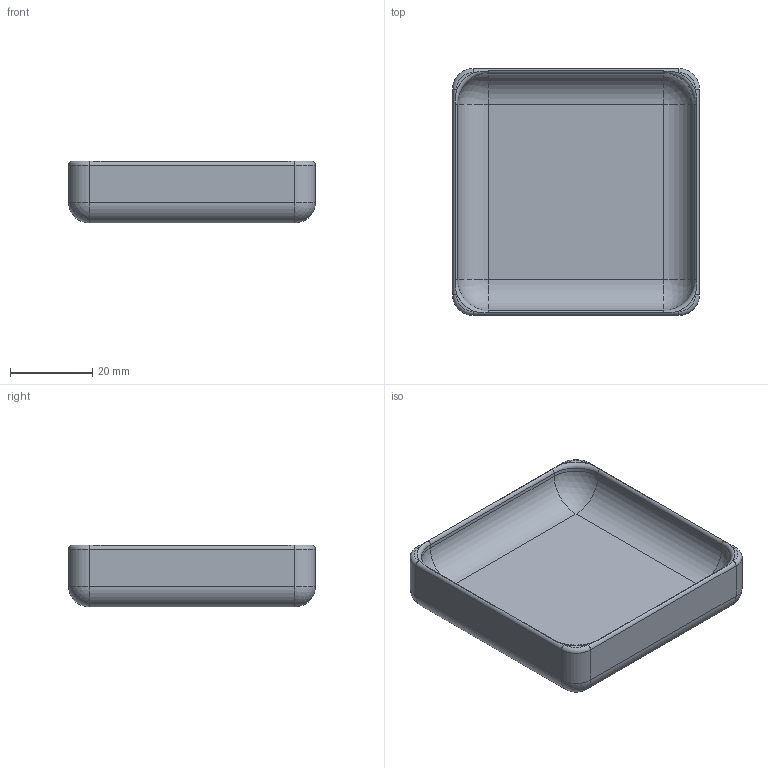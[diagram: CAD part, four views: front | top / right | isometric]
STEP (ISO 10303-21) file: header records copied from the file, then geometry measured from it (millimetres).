
FILE_DESCRIPTION(/* description */ (''),/* implementation_level */ '2;1');
FILE_NAME(/* name */ 'e8bfb8a2-cace-465e-b5e8-09f47447251d.stp',/* time_stamp */ '2017-08-23T20:41:33+02:00',/* author */ (''),/* organization */ (''),/* preprocessor_version */ 'ST-DEVELOPER v16.13',/* originating_system */ 'Autodesk Translation Framework v6.1.1.50',/* authorisation */ '');
FILE_SCHEMA (('AUTOMOTIVE_DESIGN { 1 0 10303 214 3 1 1 }'));
Length unit declared in the file: millimetre
Products named in the file (1): tray v7
Bounding box: 60 x 60 x 15 mm (x, y, z)
Volume: 23612.2 mm3; surface area: 11596.3 mm2
Topology: 1 solids, 1 shells, 69 faces, 141 edges, 79 vertices
Faces by surface type: cylinder 29, plane 19, torus 8, sphere 8, cone 5
Full cylindrical faces by diameter (mm): 5 x5
Entity records: 1830 total; most frequent: CARTESIAN_POINT 368, DIRECTION 334, ORIENTED_EDGE 262, AXIS2_PLACEMENT_3D 141, EDGE_CURVE 131, EDGE_LOOP 84, VERTEX_POINT 79, CIRCLE 71
